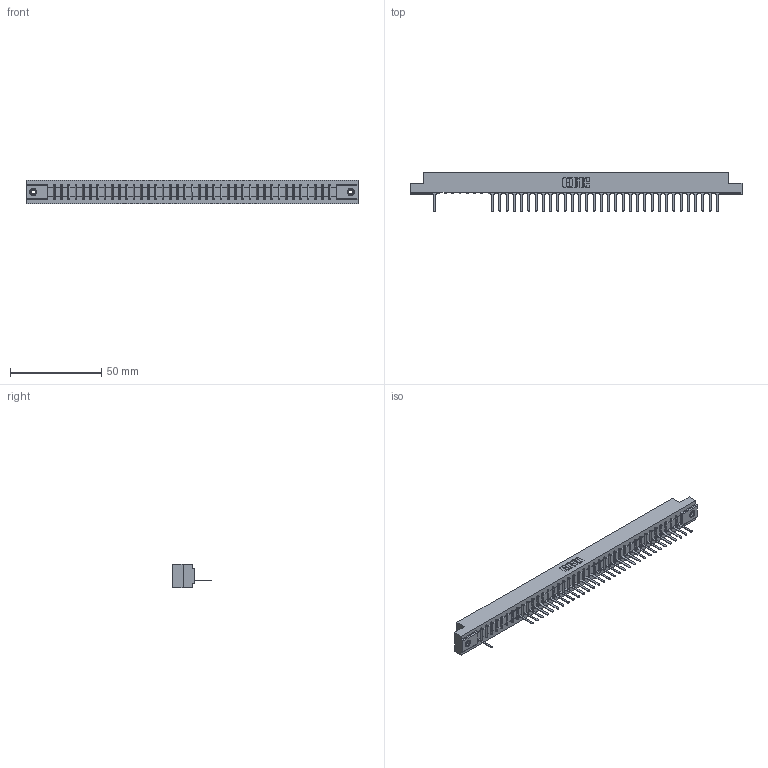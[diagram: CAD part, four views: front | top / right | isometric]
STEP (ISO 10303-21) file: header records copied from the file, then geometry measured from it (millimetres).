
FILE_DESCRIPTION (( 'STEP AP203' ), '1' );
FILE_NAME ('307-040-527-108.STEP', '2018-08-05T13:35:50', ( '' ), ( '' ), 'SwSTEP 2.0', 'SolidWorks 2016', '' );
FILE_SCHEMA (( 'CONFIG_CONTROL_DESIGN' ));
Length unit declared in the file: inch
Products named in the file (4): 307 Part_.156 Dia Mounting Holes; 307-290-001_527; 345-250-001_345-250-003-102; 307-040-527-108
Assembly tree (36 placements, depth 2):
  307-040-527-108
    307 Part_.156 Dia Mounting Holes
    307-290-001_527  x33
    345-250-001_345-250-003-102  x2
Bounding box: 181.51 x 21.11 x 12.7 mm (x, y, z)
Volume: 18744.6 mm3; surface area: 19289.9 mm2
Topology: 36 solids, 36 shells, 2207 faces, 6253 edges, 4006 vertices
Faces by surface type: plane 1407, cylinder 702, sphere 82, cone 12, torus 4
Entity records: 35467 total; most frequent: CARTESIAN_POINT 5984, ORIENTED_EDGE 5970, DIRECTION 5823, EDGE_CURVE 2985, VECTOR 2289, LINE 2289, VERTEX_POINT 1928, AXIS2_PLACEMENT_3D 1767
